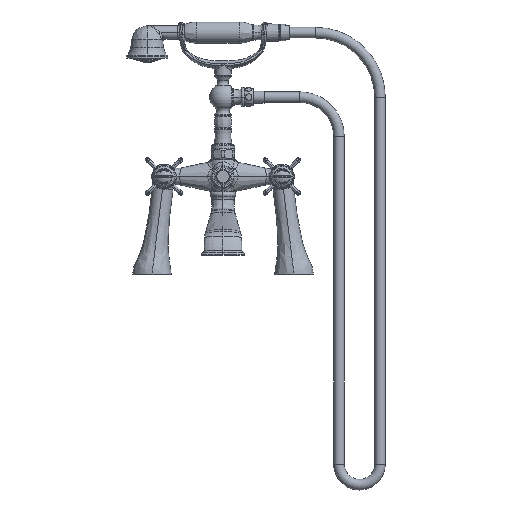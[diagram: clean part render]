
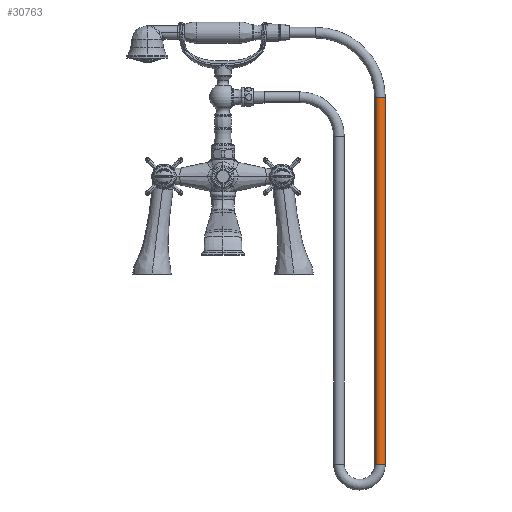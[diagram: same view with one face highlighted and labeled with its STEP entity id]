
A CAD part, top view. The second image highlights one B-rep face of the part: STEP entity #30763.
In plain terms, the highlighted cylindrical face has radius 6.858 mm (diameter 13.716 mm), a partial arc.
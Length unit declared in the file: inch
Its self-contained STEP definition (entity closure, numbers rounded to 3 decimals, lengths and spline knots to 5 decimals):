
#4927=DIRECTION('',(0.,-1.,0.));
#4928=VECTOR('',#4927,18.713);
#4929=CARTESIAN_POINT('',(7.73343,4.04961,0.));
#4930=LINE('',#4929,#4928);
#4931=CARTESIAN_POINT('',(8.00343,4.04961,0.));
#4932=DIRECTION('',(0.,-1.,0.));
#4933=DIRECTION('',(1.,0.,0.));
#4934=AXIS2_PLACEMENT_3D('',#4931,#4932,#4933);
#4936=DIRECTION('',(0.,-1.,0.));
#4937=VECTOR('',#4936,18.713);
#4938=CARTESIAN_POINT('',(8.27343,4.04961,0.));
#4939=LINE('',#4938,#4937);
#4940=CARTESIAN_POINT('',(8.00343,-14.66339,0.));
#4941=DIRECTION('',(0.,-1.,0.));
#4942=DIRECTION('',(1.,0.,0.));
#4943=AXIS2_PLACEMENT_3D('',#4940,#4941,#4942);
#21568=CARTESIAN_POINT('',(7.73343,4.04961,0.));
#21569=CARTESIAN_POINT('',(8.27343,4.04961,0.));
#21570=VERTEX_POINT('',#21568);
#21571=VERTEX_POINT('',#21569);
#21572=CARTESIAN_POINT('',(7.73343,-14.66339,0.));
#21573=VERTEX_POINT('',#21572);
#21574=CARTESIAN_POINT('',(8.27343,-14.66339,0.));
#21575=VERTEX_POINT('',#21574);
#30751=CARTESIAN_POINT('',(8.00343,4.04961,0.));
#30752=DIRECTION('',(0.,-1.,0.));
#30753=DIRECTION('',(-1.,0.,0.));
#30754=AXIS2_PLACEMENT_3D('',#30751,#30752,#30753);
#30755=CYLINDRICAL_SURFACE('',#30754,0.27);
#30756=ORIENTED_EDGE('',*,*,#30716,.F.);
#30757=ORIENTED_EDGE('',*,*,#30746,.T.);
#30759=ORIENTED_EDGE('',*,*,#30758,.T.);
#30760=ORIENTED_EDGE('',*,*,#30742,.F.);
#30761=EDGE_LOOP('',(#30756,#30757,#30759,#30760));
#30762=FACE_OUTER_BOUND('',#30761,.F.);
#30763=ADVANCED_FACE('',(#30762),#30755,.T.);
#4935=CIRCLE('',#4934,0.27);
#4944=CIRCLE('',#4943,0.27);
#30716=EDGE_CURVE('',#21571,#21570,#4935,.T.);
#30742=EDGE_CURVE('',#21570,#21573,#4930,.T.);
#30746=EDGE_CURVE('',#21571,#21575,#4939,.T.);
#30758=EDGE_CURVE('',#21575,#21573,#4944,.T.);
